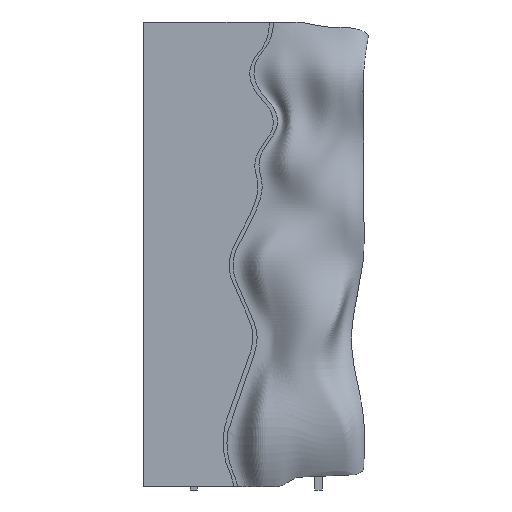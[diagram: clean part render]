
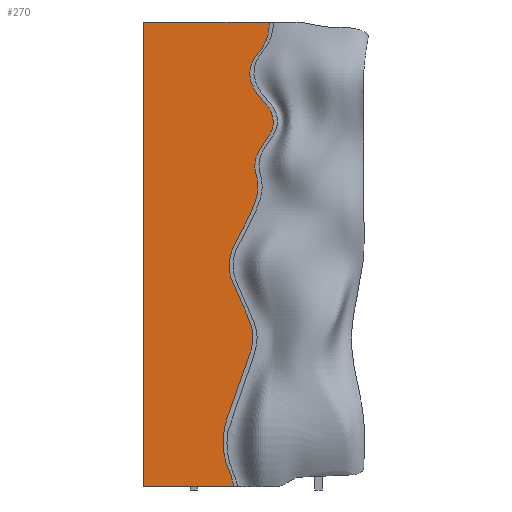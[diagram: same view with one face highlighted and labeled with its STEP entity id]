
A CAD part, front view. The second image highlights one B-rep face of the part: STEP entity #270.
In plain terms, the highlighted planar face has unit normal (0, -1, 0).
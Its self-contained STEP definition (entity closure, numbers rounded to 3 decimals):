
#50=PLANE('',#1359);
#125=(
BOUNDED_CURVE()
B_SPLINE_CURVE(2,(#233764,#233765,#233766,#233767,#233768,#233769,#233770),
 .UNSPECIFIED.,.F.,.F.)
B_SPLINE_CURVE_WITH_KNOTS((3,2,2,3),(0.,4.712,365.518,
373.143),.UNSPECIFIED.)
CURVE()
GEOMETRIC_REPRESENTATION_ITEM()
RATIONAL_B_SPLINE_CURVE((1.,0.707,1.,1.,1.,0.723,
1.))
REPRESENTATION_ITEM('')
);
#127=(
BOUNDED_CURVE()
B_SPLINE_CURVE(2,(#233824,#233825,#233826,#233827,#233828,#233829,#233830,
#233831,#233832,#233833,#233834,#233835,#233836,#233837,#233838,#233839,
#233840,#233841,#233842,#233843,#233844,#233845,#233846,#233847,#233848,
#233849,#233850,#233851,#233852,#233853,#233854,#233855,#233856,#233857,
#233858,#233859,#233860,#233861,#233862,#233863,#233864,#233865,#233866,
#233867,#233868,#233869,#233870,#233871,#233872,#233873,#233874,#233875,
#233876),.UNSPECIFIED.,.F.,.F.)
B_SPLINE_CURVE_WITH_KNOTS((3,2,2,2,2,2,2,2,2,2,2,2,2,2,2,2,2,2,2,2,2,2,
2,2,2,2,3),(373.143,433.491,667.394,912.386,
977.083,1042.215,1121.048,1256.037,1399.794,
1527.553,1616.787,1709.905,1825.255,1891.33,
1973.583,2024.66,2077.669,2135.196,2231.561,
2267.071,2380.558,2395.702,2403.496,2909.637,
2911.997,2914.357,4808.35),.UNSPECIFIED.)
CURVE()
GEOMETRIC_REPRESENTATION_ITEM()
RATIONAL_B_SPLINE_CURVE((1.,0.994,1.,0.921,1.,0.999,
1.,0.998,1.,0.977,1.,0.993,1.,0.997,
1.,0.921,1.,1.,1.,0.993,1.,0.961,
1.,0.899,1.,1.,1.,0.906,1.,0.978,
1.,1.,1.,0.985,1.,0.908,1.,0.997,
1.,0.95,1.,1.,1.,0.711,1.,1.,1.,
0.924,1.,0.924,1.,1.,1.))
REPRESENTATION_ITEM('')
);
#270=ADVANCED_FACE('',(#350),#50,.T.);
#350=FACE_OUTER_BOUND('',#430,.T.);
#430=EDGE_LOOP('',(#578,#579));
#578=ORIENTED_EDGE('',*,*,#905,.T.);
#579=ORIENTED_EDGE('',*,*,#907,.T.);
#905=EDGE_CURVE('',#1225,#1227,#125,.T.);
#907=EDGE_CURVE('',#1227,#1225,#127,.T.);
#1225=VERTEX_POINT('',#233752);
#1227=VERTEX_POINT('',#233754);
#1359=AXIS2_PLACEMENT_3D('',#233736,#1416,$);
#1416=DIRECTION('',(0.,-1.,0.));
#233736=CARTESIAN_POINT('',(-1100.656,-1582.888,-240.549));
#233752=CARTESIAN_POINT('',(-1100.656,-1582.888,-237.549));
#233754=CARTESIAN_POINT('',(-731.936,-1582.888,-234.091));
#233764=CARTESIAN_POINT('',(-1100.656,-1582.888,-237.549));
#233765=CARTESIAN_POINT('',(-1100.656,-1582.888,-240.549));
#233766=CARTESIAN_POINT('',(-1097.656,-1582.888,-240.549));
#233767=CARTESIAN_POINT('',(-917.255,-1582.888,-239.745));
#233768=CARTESIAN_POINT('',(-736.855,-1582.888,-238.94));
#233769=CARTESIAN_POINT('',(-732.079,-1582.888,-238.865));
#233770=CARTESIAN_POINT('',(-731.936,-1582.888,-234.091));
#233824=CARTESIAN_POINT('',(-731.936,-1582.888,-234.091));
#233825=CARTESIAN_POINT('',(-738.162,-1582.888,-204.452));
#233826=CARTESIAN_POINT('',(-750.453,-1582.888,-176.771));
#233827=CARTESIAN_POINT('',(-800.611,-1582.888,-63.809));
#233828=CARTESIAN_POINT('',(-754.644,-1582.888,50.922));
#233829=CARTESIAN_POINT('',(-709.07,-1582.888,164.673));
#233830=CARTESIAN_POINT('',(-671.186,-1582.888,281.211));
#233831=CARTESIAN_POINT('',(-661.17,-1582.888,312.022));
#233832=CARTESIAN_POINT('',(-655.407,-1582.888,343.904));
#233833=CARTESIAN_POINT('',(-649.522,-1582.888,376.464));
#233834=CARTESIAN_POINT('',(-657.881,-1582.888,408.479));
#233835=CARTESIAN_POINT('',(-667.885,-1582.888,446.791));
#233836=CARTESIAN_POINT('',(-686.492,-1582.888,481.744));
#233837=CARTESIAN_POINT('',(-718.275,-1582.888,541.445));
#233838=CARTESIAN_POINT('',(-740.303,-1582.888,605.392));
#233839=CARTESIAN_POINT('',(-765.042,-1582.888,677.21));
#233840=CARTESIAN_POINT('',(-730.85,-1582.888,745.039));
#233841=CARTESIAN_POINT('',(-702.094,-1582.888,802.085));
#233842=CARTESIAN_POINT('',(-671.696,-1582.888,858.274));
#233843=CARTESIAN_POINT('',(-650.372,-1582.888,897.692));
#233844=CARTESIAN_POINT('',(-638.656,-1582.888,940.951));
#233845=CARTESIAN_POINT('',(-626.16,-1582.888,987.094));
#233846=CARTESIAN_POINT('',(-639.984,-1582.888,1032.857));
#233847=CARTESIAN_POINT('',(-657.904,-1582.888,1092.178));
#233848=CARTESIAN_POINT('',(-622.291,-1582.888,1142.892));
#233849=CARTESIAN_POINT('',(-603.303,-1582.888,1169.933));
#233850=CARTESIAN_POINT('',(-585.374,-1582.888,1197.688));
#233851=CARTESIAN_POINT('',(-561.53,-1582.888,1234.602));
#233852=CARTESIAN_POINT('',(-574.446,-1582.888,1276.607));
#233853=CARTESIAN_POINT('',(-582.064,-1582.888,1301.379));
#233854=CARTESIAN_POINT('',(-599.074,-1582.888,1320.931));
#233855=CARTESIAN_POINT('',(-616.474,-1582.888,1340.931));
#233856=CARTESIAN_POINT('',(-632.878,-1582.888,1361.756));
#233857=CARTESIAN_POINT('',(-650.854,-1582.888,1384.576));
#233858=CARTESIAN_POINT('',(-660.098,-1582.888,1412.115));
#233859=CARTESIAN_POINT('',(-676.467,-1582.888,1460.881));
#233860=CARTESIAN_POINT('',(-649.918,-1582.888,1504.94));
#233861=CARTESIAN_POINT('',(-640.735,-1582.888,1520.181));
#233862=CARTESIAN_POINT('',(-629.226,-1582.888,1533.75));
#233863=CARTESIAN_POINT('',(-591.239,-1582.888,1578.538));
#233864=CARTESIAN_POINT('',(-587.203,-1582.888,1637.127));
#233865=CARTESIAN_POINT('',(-586.682,-1582.888,1644.684));
#233866=CARTESIAN_POINT('',(-586.616,-1582.888,1652.258));
#233867=CARTESIAN_POINT('',(-586.573,-1582.888,1657.198));
#233868=CARTESIAN_POINT('',(-591.512,-1582.888,1657.301));
#233869=CARTESIAN_POINT('',(-844.581,-1582.888,1658.372));
#233870=CARTESIAN_POINT('',(-1097.649,-1582.888,1659.444));
#233871=CARTESIAN_POINT('',(-1098.894,-1582.888,1659.447));
#233872=CARTESIAN_POINT('',(-1099.775,-1582.888,1658.567));
#233873=CARTESIAN_POINT('',(-1100.656,-1582.888,1657.688));
#233874=CARTESIAN_POINT('',(-1100.656,-1582.888,1656.444));
#233875=CARTESIAN_POINT('',(-1100.656,-1582.888,709.447));
#233876=CARTESIAN_POINT('',(-1100.656,-1582.888,-237.549));
